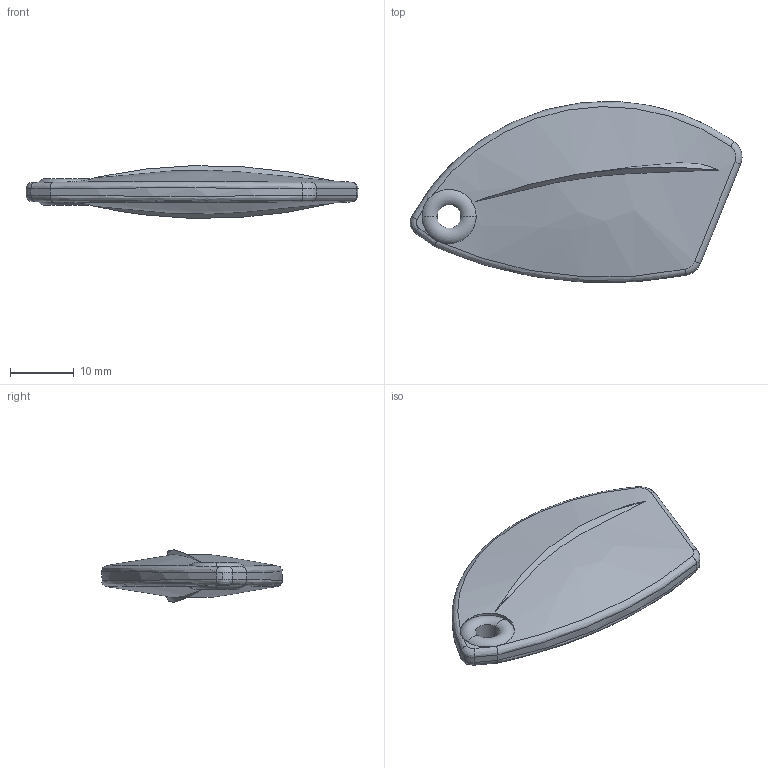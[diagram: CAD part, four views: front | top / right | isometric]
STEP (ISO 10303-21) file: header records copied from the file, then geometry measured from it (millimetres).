
FILE_DESCRIPTION (( 'STEP AP214' ), '1' );
FILE_NAME ('396SHEM1.STEP', '2021-07-30T08:31:12', ( '' ), ( '' ), 'SwSTEP 2.0', 'SolidWorks 2020', '' );
FILE_SCHEMA (( 'AUTOMOTIVE_DESIGN' ));
Length unit declared in the file: millimetre
Products named in the file (1): 396SHEM1
Bounding box: 52.18 x 28.43 x 8.28 mm (x, y, z)
Volume: 4979.4 mm3; surface area: 2750.8 mm2
Topology: 2 solids, 2 shells, 40 faces, 94 edges, 58 vertices
Faces by surface type: bspline 18, cylinder 13, plane 5, torus 4
Entity records: 2863 total; most frequent: CARTESIAN_POINT 1962, ORIENTED_EDGE 188, DIRECTION 118, EDGE_CURVE 94, VERTEX_POINT 58, AXIS2_PLACEMENT_3D 51, B_SPLINE_CURVE_WITH_KNOTS 50, EDGE_LOOP 44
